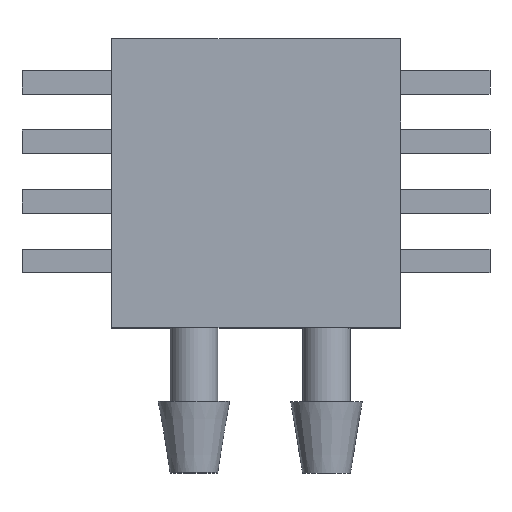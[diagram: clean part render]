
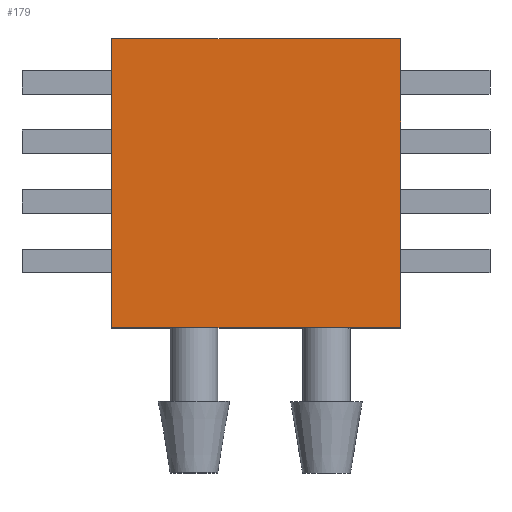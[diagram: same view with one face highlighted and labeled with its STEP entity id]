
A CAD part, top view. The second image highlights one B-rep face of the part: STEP entity #179.
In plain terms, the highlighted planar face has unit normal (0, 0, 1).
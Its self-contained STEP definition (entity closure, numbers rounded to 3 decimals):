
#67 = VERTEX_POINT('',#68);
#68 = CARTESIAN_POINT('',(-6.16,6.16,9.652));
#74 = EDGE_CURVE('',#67,#75,#77,.T.);
#75 = VERTEX_POINT('',#76);
#76 = CARTESIAN_POINT('',(6.16,6.16,9.652));
#77 = LINE('',#78,#79);
#78 = CARTESIAN_POINT('',(-6.16,6.16,9.652));
#79 = VECTOR('',#80,1.);
#80 = DIRECTION('',(1.,0.,0.));
#107 = VERTEX_POINT('',#108);
#108 = CARTESIAN_POINT('',(-6.16,-6.16,9.652));
#114 = EDGE_CURVE('',#107,#67,#115,.T.);
#115 = LINE('',#116,#117);
#116 = CARTESIAN_POINT('',(-6.16,-6.16,9.652));
#117 = VECTOR('',#118,1.);
#118 = DIRECTION('',(0.,1.,0.));
#136 = EDGE_CURVE('',#75,#137,#139,.T.);
#137 = VERTEX_POINT('',#138);
#138 = CARTESIAN_POINT('',(6.16,-6.16,9.652));
#139 = LINE('',#140,#141);
#140 = CARTESIAN_POINT('',(6.16,6.16,9.652));
#141 = VECTOR('',#142,1.);
#142 = DIRECTION('',(0.,-1.,0.));
#179 = ADVANCED_FACE('',(#180),#191,.F.);
#180 = FACE_BOUND('',#181,.F.);
#181 = EDGE_LOOP('',(#182,#183,#184,#190));
#182 = ORIENTED_EDGE('',*,*,#74,.T.);
#183 = ORIENTED_EDGE('',*,*,#136,.T.);
#184 = ORIENTED_EDGE('',*,*,#185,.T.);
#185 = EDGE_CURVE('',#137,#107,#186,.T.);
#186 = LINE('',#187,#188);
#187 = CARTESIAN_POINT('',(6.16,-6.16,9.652));
#188 = VECTOR('',#189,1.);
#189 = DIRECTION('',(-1.,0.,0.));
#190 = ORIENTED_EDGE('',*,*,#114,.T.);
#191 = PLANE('',#192);
#192 = AXIS2_PLACEMENT_3D('',#193,#194,#195);
#193 = CARTESIAN_POINT('',(0.,0.,9.652));
#194 = DIRECTION('',(-0.,-0.,-1.));
#195 = DIRECTION('',(-1.,0.,0.));
